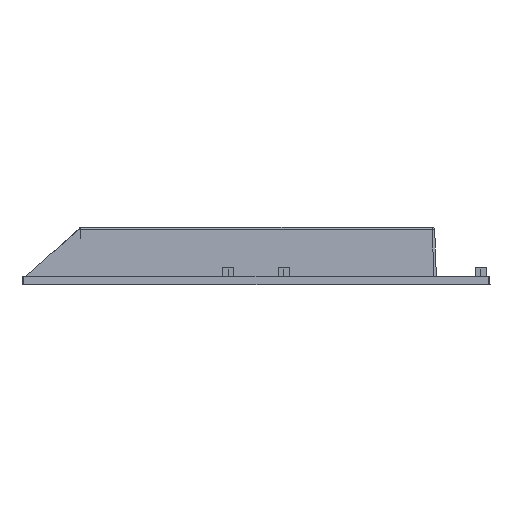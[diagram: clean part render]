
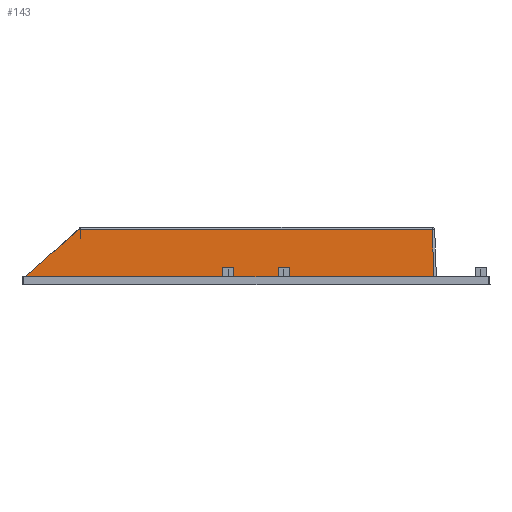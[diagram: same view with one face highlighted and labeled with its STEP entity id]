
A CAD part, left-side view. The second image highlights one B-rep face of the part: STEP entity #143.
In plain terms, the highlighted planar face has unit normal (-0.999, 0, 0.035).
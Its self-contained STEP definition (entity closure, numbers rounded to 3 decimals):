
#143=ADVANCED_FACE('',(#531),#532,.T.);
#531=FACE_OUTER_BOUND('',#1072,.T.);
#532=PLANE('',#1073);
#1072=EDGE_LOOP('',(#2384,#2385,#2386,#2387,#2388));
#1073=AXIS2_PLACEMENT_3D('',#2389,#2390,#2391);
#2384=ORIENTED_EDGE('',*,*,#3739,.F.);
#2385=ORIENTED_EDGE('',*,*,#4037,.F.);
#2386=ORIENTED_EDGE('',*,*,#3913,.T.);
#2387=ORIENTED_EDGE('',*,*,#4038,.F.);
#2388=ORIENTED_EDGE('',*,*,#3744,.F.);
#2389=CARTESIAN_POINT('',(-225.0,292.671,0.0));
#2390=DIRECTION('',(-0.999,0.0,0.035));
#2391=DIRECTION('',(0.0,1.0,0.0));
#3739=EDGE_CURVE('',#4619,#4621,#4622,.T.);
#3744=EDGE_CURVE('',#4621,#4629,#4630,.T.);
#3913=EDGE_CURVE('',#4951,#4949,#4952,.T.);
#4037=EDGE_CURVE('',#4951,#4619,#5165,.T.);
#4038=EDGE_CURVE('',#4629,#4949,#5166,.T.);
#4619=VERTEX_POINT('',#5938);
#4621=VERTEX_POINT('',#5941);
#4622=LINE('',#5942,#5943);
#4629=VERTEX_POINT('',#5966);
#4630=LINE('',#5967,#5968);
#4949=VERTEX_POINT('',#6410);
#4951=VERTEX_POINT('',#6416);
#4952=LINE('',#6417,#6418);
#5165=LINE('',#6730,#6731);
#5166=LINE('',#6732,#6733);
#5938=CARTESIAN_POINT('',(-224.825,282.587,5.0));
#5941=CARTESIAN_POINT('',(-223.828,250.877,33.552));
#5942=CARTESIAN_POINT('',(-224.825,282.587,5.0));
#5943=VECTOR('',#7437,42.682);
#5966=CARTESIAN_POINT('',(-223.828,35.171,33.552));
#5967=CARTESIAN_POINT('',(-223.828,250.877,33.552));
#5968=VECTOR('',#7440,215.706);
#6410=CARTESIAN_POINT('',(-224.913,34.086,2.5));
#6416=CARTESIAN_POINT('',(-224.913,282.5,2.5));
#6417=CARTESIAN_POINT('',(-224.913,282.5,2.5));
#6418=VECTOR('',#7716,248.414);
#6730=CARTESIAN_POINT('',(-224.913,282.5,2.5));
#6731=VECTOR('',#7893,2.503);
#6732=CARTESIAN_POINT('',(-223.828,35.171,33.552));
#6733=VECTOR('',#7894,31.09);
#7437=DIRECTION('',(0.023,-0.743,0.669));
#7440=DIRECTION('',(0.0,-1.0,0.0));
#7716=DIRECTION('',(0.0,-1.0,0.0));
#7893=DIRECTION('',(0.035,0.035,0.999));
#7894=DIRECTION('',(-0.035,-0.035,-0.999));
